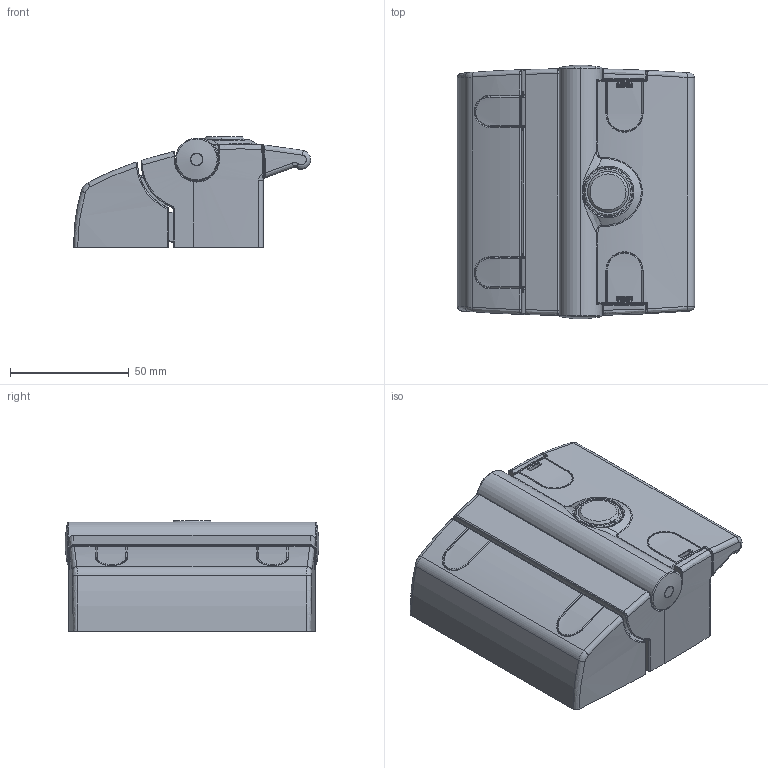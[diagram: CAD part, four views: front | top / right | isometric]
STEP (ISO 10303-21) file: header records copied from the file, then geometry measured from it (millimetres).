
FILE_DESCRIPTION (( 'STEP AP214' ), '1' );
FILE_NAME ('0957406.STEP', '2013-06-25T09:09:07', ( 'User' ), ( '' ), 'SwSTEP 2.0', 'SolidWorks 2012', '' );
FILE_SCHEMA (( 'AUTOMOTIVE_DESIGN' ));
Length unit declared in the file: millimetre
Products named in the file (14): 0957401ubg02_ohne Schloss - ohne Elektronik; 0957401r20_Standard; 0957401r17_0957401r17; 0957401r13_Standard; 0957401r11_Standard; 0957401r09_Standard; 0957401ubg03_ohne Elektronik; 0957401r08_0957401r08; 0957401r12_Standard; 0957401r10_Standard; 0957401ubg01_OHNE ELEKTRONIK; 0957401r02_Standard; 0957401r01_0957401r29; 0957406
Assembly tree (16 placements, depth 4):
  0957406
    0957401ubg01_OHNE ELEKTRONIK
      0957401r01_0957401r29
      0957401r02_Standard  x2
    0957401ubg02_ohne Schloss - ohne Elektronik
      0957401r10_Standard
      0957401r12_Standard
      0957401ubg03_ohne Elektronik
        0957401r08_0957401r08
      0957401r09_Standard
      0957401r11_Standard  x2
      0957401r13_Standard  x2
      0957401r17_0957401r17
      0957401r20_Standard
Bounding box: 100 x 106.85 x 46.5 mm (x, y, z)
Volume: 126428 mm3; surface area: 102933.8 mm2
Topology: 13 solids, 13 shells, 3559 faces, 9033 edges, 5337 vertices
Faces by surface type: plane 1231, cylinder 1024, bspline 727, torus 379, sphere 118, cone 80
Entity records: 117580 total; most frequent: CARTESIAN_POINT 48989, ORIENTED_EDGE 14486, DIRECTION 12979, EDGE_CURVE 7243, AXIS2_PLACEMENT_3D 5016, VERTEX_POINT 4301, EDGE_LOOP 3006, ADVANCED_FACE 2963
